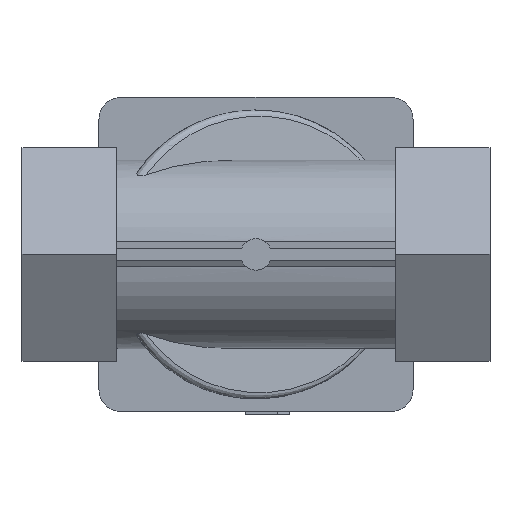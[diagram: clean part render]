
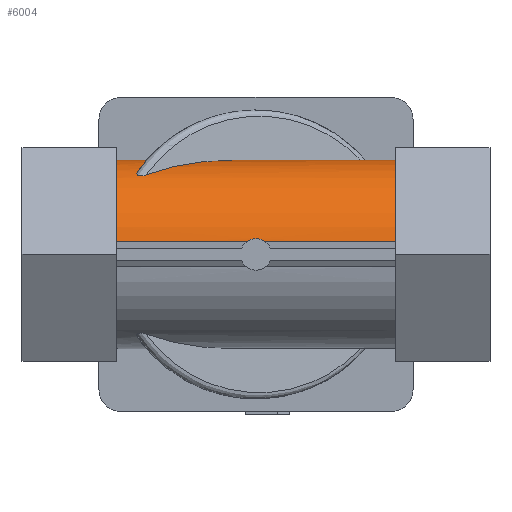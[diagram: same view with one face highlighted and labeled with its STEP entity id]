
A CAD part, front view. The second image highlights one B-rep face of the part: STEP entity #6004.
In plain terms, the highlighted cylindrical face has radius 30 mm (diameter 60 mm), a partial arc.
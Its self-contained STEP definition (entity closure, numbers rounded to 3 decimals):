
#110=ELLIPSE('',#6419,59.265,30.);
#128=B_SPLINE_CURVE_WITH_KNOTS('',3,(#8943,#8944,#8945,#8946,#8947,#8948),
 .UNSPECIFIED.,.F.,.F.,(4,2,4),(0.,0.189,0.308),
 .UNSPECIFIED.);
#129=B_SPLINE_CURVE_WITH_KNOTS('',3,(#8950,#8951,#8952,#8953,#8954,#8955),
 .UNSPECIFIED.,.F.,.F.,(4,2,4),(-0.308,-0.189,0.),
 .UNSPECIFIED.);
#133=B_SPLINE_CURVE_WITH_KNOTS('',3,(#9066,#9067,#9068,#9069,#9070,#9071,
#9072,#9073,#9074,#9075,#9076,#9077,#9078,#9079,#9080,#9081),
 .UNSPECIFIED.,.F.,.F.,(4,2,2,2,2,2,2,4),(0.,0.148,0.237,
0.295,0.347,0.403,0.483,
0.621),.UNSPECIFIED.);
#134=B_SPLINE_CURVE_WITH_KNOTS('',3,(#9083,#9084,#9085,#9086,#9087,#9088,
#9089,#9090,#9091,#9092,#9093),.UNSPECIFIED.,.F.,.F.,(4,3,2,2,4),(-0.027,
0.,0.59,1.18,1.478),.UNSPECIFIED.);
#475=FACE_OUTER_BOUND('',#830,.T.);
#830=EDGE_LOOP('',(#4327,#4328,#4329,#4330,#4331,#4332,#4333,#4334,#4335,
#4336,#4337));
#1261=LINE('',#9025,#1864);
#1266=LINE('',#9034,#1869);
#1279=LINE('',#9062,#1882);
#1280=LINE('',#9095,#1883);
#1864=VECTOR('',#7157,10.);
#1869=VECTOR('',#7164,10.);
#1882=VECTOR('',#7189,10.);
#1883=VECTOR('',#7192,10.);
#2416=CIRCLE('',#6416,30.);
#2417=CIRCLE('',#6420,30.);
#2682=VERTEX_POINT('',#8939);
#2684=VERTEX_POINT('',#8942);
#2685=VERTEX_POINT('',#8949);
#2700=VERTEX_POINT('',#9024);
#2703=VERTEX_POINT('',#9032);
#2708=VERTEX_POINT('',#9049);
#2712=VERTEX_POINT('',#9061);
#2713=VERTEX_POINT('',#9063);
#2714=VERTEX_POINT('',#9065);
#2715=VERTEX_POINT('',#9082);
#2716=VERTEX_POINT('',#9094);
#3303=EDGE_CURVE('',#2684,#2682,#128,.T.);
#3304=EDGE_CURVE('',#2685,#2684,#129,.T.);
#3322=EDGE_CURVE('',#2700,#2685,#1261,.T.);
#3327=EDGE_CURVE('',#2682,#2703,#1266,.T.);
#3336=EDGE_CURVE('',#2708,#2703,#2416,.T.);
#3341=EDGE_CURVE('',#2712,#2708,#1279,.T.);
#3342=EDGE_CURVE('',#2713,#2712,#110,.T.);
#3343=EDGE_CURVE('',#2714,#2713,#133,.F.);
#3344=EDGE_CURVE('',#2715,#2714,#134,.T.);
#3345=EDGE_CURVE('',#2716,#2715,#1280,.T.);
#3346=EDGE_CURVE('',#2700,#2716,#2417,.T.);
#4327=ORIENTED_EDGE('',*,*,#3303,.T.);
#4328=ORIENTED_EDGE('',*,*,#3327,.T.);
#4329=ORIENTED_EDGE('',*,*,#3336,.F.);
#4330=ORIENTED_EDGE('',*,*,#3341,.F.);
#4331=ORIENTED_EDGE('',*,*,#3342,.F.);
#4332=ORIENTED_EDGE('',*,*,#3343,.F.);
#4333=ORIENTED_EDGE('',*,*,#3344,.F.);
#4334=ORIENTED_EDGE('',*,*,#3345,.F.);
#4335=ORIENTED_EDGE('',*,*,#3346,.F.);
#4336=ORIENTED_EDGE('',*,*,#3322,.T.);
#4337=ORIENTED_EDGE('',*,*,#3304,.T.);
#5889=CYLINDRICAL_SURFACE('',#6418,30.);
#6004=ADVANCED_FACE('',(#475),#5889,.T.);
#6416=AXIS2_PLACEMENT_3D('',#9051,#7179,#7180);
#6418=AXIS2_PLACEMENT_3D('',#9060,#7187,#7188);
#6419=AXIS2_PLACEMENT_3D('',#9064,#7190,#7191);
#6420=AXIS2_PLACEMENT_3D('',#9096,#7193,#7194);
#7157=DIRECTION('',(1.,0.,0.));
#7164=DIRECTION('',(1.,0.,0.));
#7179=DIRECTION('center_axis',(1.,0.,0.));
#7180=DIRECTION('ref_axis',(0.,0.009,1.));
#7187=DIRECTION('center_axis',(1.,0.,0.));
#7188=DIRECTION('ref_axis',(0.,0.009,1.));
#7189=DIRECTION('',(1.,0.,0.));
#7190=DIRECTION('center_axis',(-0.506,0.862,0.));
#7191=DIRECTION('ref_axis',(0.862,0.506,0.));
#7192=DIRECTION('',(1.,0.,0.));
#7193=DIRECTION('center_axis',(-1.,0.,0.));
#7194=DIRECTION('ref_axis',(0.,0.009,1.));
#8939=CARTESIAN_POINT('',(3.,-61.232,4.));
#8942=CARTESIAN_POINT('',(0.,-61.08,5.));
#8943=CARTESIAN_POINT('Ctrl Pts',(0.,-61.08,5.));
#8944=CARTESIAN_POINT('Ctrl Pts',(0.629,-61.08,5.));
#8945=CARTESIAN_POINT('Ctrl Pts',(1.299,-61.103,4.874));
#8946=CARTESIAN_POINT('Ctrl Pts',(2.303,-61.167,4.458));
#8947=CARTESIAN_POINT('Ctrl Pts',(2.671,-61.199,4.247));
#8948=CARTESIAN_POINT('Ctrl Pts',(3.,-61.232,4.));
#8949=CARTESIAN_POINT('',(-3.,-61.232,4.));
#8950=CARTESIAN_POINT('Ctrl Pts',(-3.,-61.232,4.));
#8951=CARTESIAN_POINT('Ctrl Pts',(-2.671,-61.199,4.247));
#8952=CARTESIAN_POINT('Ctrl Pts',(-2.303,-61.167,4.458));
#8953=CARTESIAN_POINT('Ctrl Pts',(-1.299,-61.103,4.874));
#8954=CARTESIAN_POINT('Ctrl Pts',(-0.629,-61.08,
5.));
#8955=CARTESIAN_POINT('Ctrl Pts',(0.,-61.08,
5.));
#9024=CARTESIAN_POINT('',(-44.5,-61.232,4.));
#9025=CARTESIAN_POINT('',(0.,-61.232,4.));
#9032=CARTESIAN_POINT('',(44.5,-61.232,4.));
#9034=CARTESIAN_POINT('',(0.,-61.232,4.));
#9049=CARTESIAN_POINT('',(44.5,-31.227,29.999));
#9051=CARTESIAN_POINT('Origin',(44.5,-31.5,0.));
#9060=CARTESIAN_POINT('Origin',(0.,-31.5,0.));
#9061=CARTESIAN_POINT('',(-7.202,-31.227,29.999));
#9062=CARTESIAN_POINT('',(0.,-31.227,29.999));
#9063=CARTESIAN_POINT('',(-34.934,-47.505,25.374));
#9064=CARTESIAN_POINT('Origin',(-7.667,-31.5,0.));
#9065=CARTESIAN_POINT('',(-37.709,-45.852,26.344));
#9066=CARTESIAN_POINT('Ctrl Pts',(-34.934,-47.505,25.374));
#9067=CARTESIAN_POINT('Ctrl Pts',(-35.338,-47.742,25.225));
#9068=CARTESIAN_POINT('Ctrl Pts',(-35.739,-47.915,25.111));
#9069=CARTESIAN_POINT('Ctrl Pts',(-36.341,-48.064,25.013));
#9070=CARTESIAN_POINT('Ctrl Pts',(-36.582,-48.097,24.991));
#9071=CARTESIAN_POINT('Ctrl Pts',(-36.972,-48.071,25.008));
#9072=CARTESIAN_POINT('Ctrl Pts',(-37.123,-48.04,25.029));
#9073=CARTESIAN_POINT('Ctrl Pts',(-37.382,-47.929,25.102));
#9074=CARTESIAN_POINT('Ctrl Pts',(-37.486,-47.859,25.147));
#9075=CARTESIAN_POINT('Ctrl Pts',(-37.672,-47.679,25.264));
#9076=CARTESIAN_POINT('Ctrl Pts',(-37.744,-47.568,25.334));
#9077=CARTESIAN_POINT('Ctrl Pts',(-37.871,-47.283,25.514));
#9078=CARTESIAN_POINT('Ctrl Pts',(-37.904,-47.099,25.626));
#9079=CARTESIAN_POINT('Ctrl Pts',(-37.923,-46.602,25.924));
#9080=CARTESIAN_POINT('Ctrl Pts',(-37.857,-46.24,26.133));
#9081=CARTESIAN_POINT('Ctrl Pts',(-37.709,-45.852,26.344));
#9082=CARTESIAN_POINT('',(-34.872,-31.227,29.999));
#9083=CARTESIAN_POINT('Ctrl Pts',(-34.872,-31.227,29.999));
#9084=CARTESIAN_POINT('Ctrl Pts',(-34.872,-31.318,30.));
#9085=CARTESIAN_POINT('Ctrl Pts',(-34.871,-31.409,30.));
#9086=CARTESIAN_POINT('Ctrl Pts',(-34.871,-31.5,30.));
#9087=CARTESIAN_POINT('Ctrl Pts',(-34.871,-33.467,30.));
#9088=CARTESIAN_POINT('Ctrl Pts',(-35.043,-35.467,29.804));
#9089=CARTESIAN_POINT('Ctrl Pts',(-35.701,-39.394,29.012));
#9090=CARTESIAN_POINT('Ctrl Pts',(-36.186,-41.32,28.417));
#9091=CARTESIAN_POINT('Ctrl Pts',(-37.059,-44.077,27.255));
#9092=CARTESIAN_POINT('Ctrl Pts',(-37.377,-44.979,26.82));
#9093=CARTESIAN_POINT('Ctrl Pts',(-37.709,-45.852,26.344));
#9094=CARTESIAN_POINT('',(-44.5,-31.227,29.999));
#9095=CARTESIAN_POINT('',(0.,-31.227,29.999));
#9096=CARTESIAN_POINT('Origin',(-44.5,-31.5,0.));
